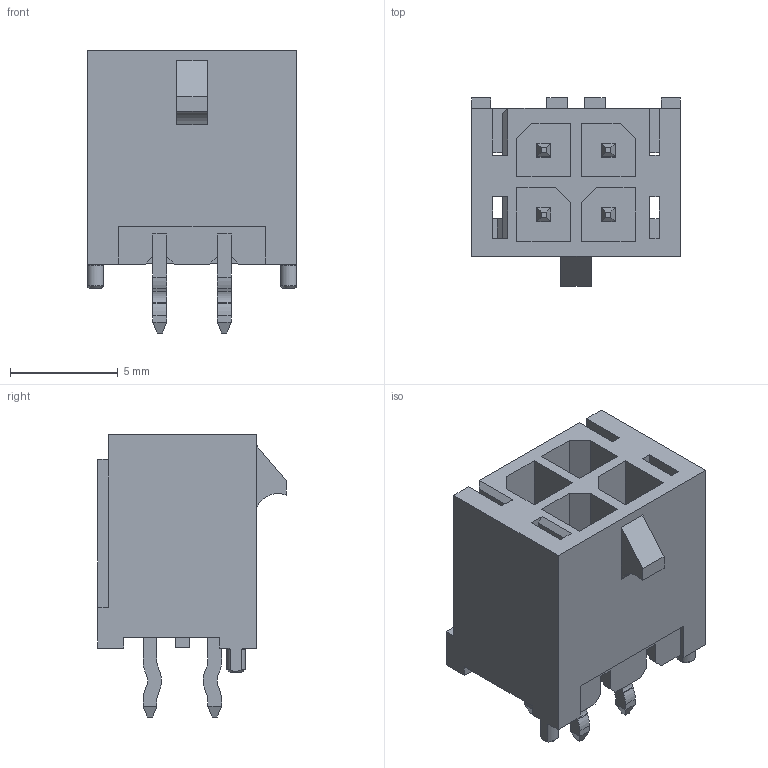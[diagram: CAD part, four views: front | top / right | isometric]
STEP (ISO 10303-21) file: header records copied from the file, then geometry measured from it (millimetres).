
FILE_DESCRIPTION(/* description */ ('Unknown'),/* implementation_level */ '2;1');
FILE_NAME(/* name */ 'J_Wurth_WR-MPC3_66200421124',/* time_stamp */ '2025-06-10T15:06:20+08:00',/* author */ ('Unknown'),/* organization */ ('Unknown'),/* preprocessor_version */ 'ST-DEVELOPER v19.4',/* originating_system */ 'Solid Edge',/* authorisation */ 'Unknown');
FILE_SCHEMA (('AUTOMOTIVE_DESIGN {1 0 10303 214 3 1 1}'));
Length unit declared in the file: millimetre
Products named in the file (2): J_Wurth_WR-MPC3_66200421124
Assembly tree (1 placements, depth 2):
  J_Wurth_WR-MPC3_66200421124
    J_Wurth_WR-MPC3_66200421124
Bounding box: 9.7 x 8.76 x 13.1 mm (x, y, z)
Volume: 438.4 mm3; surface area: 1049.8 mm2
Topology: 1 solids, 1 shells, 308 faces, 872 edges, 563 vertices
Faces by surface type: plane 273, cylinder 29, cone 6
Entity records: 11976 total; most frequent: CARTESIAN_POINT 1787, ORIENTED_EDGE 1736, DIRECTION 1536, EDGE_CURVE 868, LINE 788, VECTOR 788, VERTEX_POINT 561, AXIS2_PLACEMENT_3D 374
